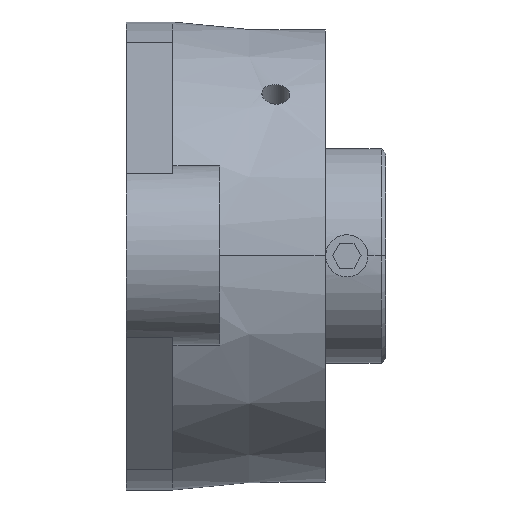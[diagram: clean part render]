
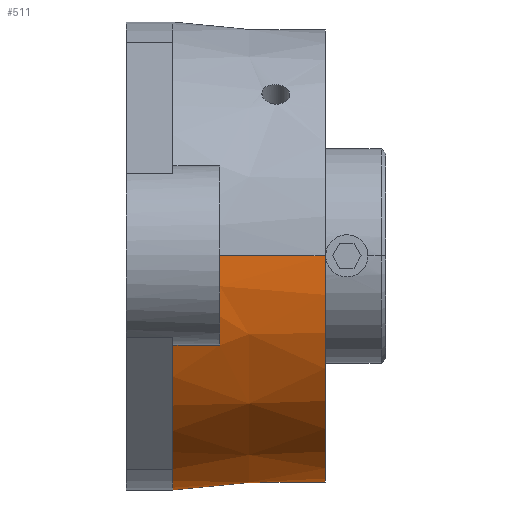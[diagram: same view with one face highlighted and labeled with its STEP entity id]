
A CAD part, top view. The second image highlights one B-rep face of the part: STEP entity #511.
In plain terms, the highlighted conical face has half-angle 3 degrees and reference radius 30 mm.
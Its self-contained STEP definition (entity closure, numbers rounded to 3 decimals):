
#511=ADVANCED_FACE('',(#1162),#1163,.T.);
#1162=FACE_OUTER_BOUND('',#2067,.T.);
#1163=CONICAL_SURFACE('',#2068,30.0,0.052);
#2067=EDGE_LOOP('',(#3259,#3260,#3261,#3262,#3263,#3264,#3265,#3266,#3267,#3268,#3269));
#2068=AXIS2_PLACEMENT_3D('',#3270,#3271,#3272);
#3259=ORIENTED_EDGE('',*,*,#5060,.T.);
#3260=ORIENTED_EDGE('',*,*,#5284,.T.);
#3261=ORIENTED_EDGE('',*,*,#5068,.T.);
#3262=ORIENTED_EDGE('',*,*,#5263,.T.);
#3263=ORIENTED_EDGE('',*,*,#5255,.T.);
#3264=ORIENTED_EDGE('',*,*,#5280,.F.);
#3265=ORIENTED_EDGE('',*,*,#5051,.F.);
#3266=ORIENTED_EDGE('',*,*,#5285,.F.);
#3267=ORIENTED_EDGE('',*,*,#5272,.F.);
#3268=ORIENTED_EDGE('',*,*,#5258,.T.);
#3269=ORIENTED_EDGE('',*,*,#5265,.T.);
#3270=CARTESIAN_POINT('',(6.0,0.,0.0));
#3271=DIRECTION('',(-1.0,-0.0,0.));
#3272=DIRECTION('',(0.,0.0,-1.0));
#5051=EDGE_CURVE('',#5957,#5960,#5961,.T.);
#5060=EDGE_CURVE('',#5975,#5976,#5977,.T.);
#5068=EDGE_CURVE('',#5991,#5989,#5992,.T.);
#5255=EDGE_CURVE('',#6275,#6273,#6276,.T.);
#5258=EDGE_CURVE('',#6279,#6280,#6281,.T.);
#5263=EDGE_CURVE('',#5989,#6275,#6288,.T.);
#5265=EDGE_CURVE('',#6280,#5975,#6290,.T.);
#5272=EDGE_CURVE('',#6279,#6299,#6300,.T.);
#5280=EDGE_CURVE('',#5960,#6273,#6310,.T.);
#5284=EDGE_CURVE('',#5976,#5991,#6314,.T.);
#5285=EDGE_CURVE('',#6299,#5957,#6315,.T.);
#5957=VERTEX_POINT('',#7291);
#5960=VERTEX_POINT('',#7295);
#5961=CIRCLE('',#7296,30.0);
#5975=VERTEX_POINT('',#7313);
#5976=VERTEX_POINT('',#7314);
#5977=LINE('',#7315,#7316);
#5989=VERTEX_POINT('',#7346);
#5991=VERTEX_POINT('',#7348);
#5992=LINE('',#7349,#7350);
#6273=VERTEX_POINT('',#7837);
#6275=VERTEX_POINT('',#7840);
#6276=(B_SPLINE_CURVE(2,(#7842,#7843,#7844),.UNSPECIFIED.,.F.,.F.)B_SPLINE_CURVE_WITH_KNOTS((3,3),(0.0,6.01),.UNSPECIFIED.)RATIONAL_B_SPLINE_CURVE((1.0,1.,1.0))BOUNDED_CURVE()REPRESENTATION_ITEM('')GEOMETRIC_REPRESENTATION_ITEM()CURVE());
#6279=VERTEX_POINT('',#7854);
#6280=VERTEX_POINT('',#7855);
#6281=(B_SPLINE_CURVE(2,(#7857,#7858,#7859),.UNSPECIFIED.,.F.,.F.)B_SPLINE_CURVE_WITH_KNOTS((3,3),(0.0,6.01),.UNSPECIFIED.)RATIONAL_B_SPLINE_CURVE((1.0,1.,1.0))BOUNDED_CURVE()REPRESENTATION_ITEM('')GEOMETRIC_REPRESENTATION_ITEM()CURVE());
#6288=CIRCLE('',#7875,29.686);
#6290=CIRCLE('',#7877,29.686);
#6299=VERTEX_POINT('',#7889);
#6300=CIRCLE('',#7890,30.0);
#6310=CIRCLE('',#7903,30.0);
#6314=CIRCLE('',#7908,28.978);
#6315=CIRCLE('',#7909,30.0);
#7291=CARTESIAN_POINT('',(6.0,-30.0,0.));
#7295=CARTESIAN_POINT('',(6.0,-27.348,12.333));
#7296=AXIS2_PLACEMENT_3D('',#9955,#9956,#9957);
#7313=CARTESIAN_POINT('',(12.0,0.,-29.686));
#7314=CARTESIAN_POINT('',(25.5,0.,-28.978));
#7315=CARTESIAN_POINT('',(6.0,0.,-30.0));
#7316=VECTOR('',#9970,1.0);
#7346=CARTESIAN_POINT('',(12.0,0.,29.686));
#7348=CARTESIAN_POINT('',(25.5,0.,28.978));
#7349=CARTESIAN_POINT('',(6.0,0.,30.0));
#7350=VECTOR('',#9986,1.0);
#7837=CARTESIAN_POINT('',(6.0,-11.5,27.708));
#7840=CARTESIAN_POINT('',(12.0,-11.5,27.368));
#7842=CARTESIAN_POINT('',(12.0,-11.5,27.368));
#7843=CARTESIAN_POINT('',(9.019,-11.5,27.537));
#7844=CARTESIAN_POINT('',(6.,-11.5,27.708));
#7854=CARTESIAN_POINT('',(6.0,-11.5,-27.708));
#7855=CARTESIAN_POINT('',(12.0,-11.5,-27.368));
#7857=CARTESIAN_POINT('',(6.0,-11.5,-27.708));
#7858=CARTESIAN_POINT('',(9.019,-11.5,-27.537));
#7859=CARTESIAN_POINT('',(12.0,-11.5,-27.368));
#7875=AXIS2_PLACEMENT_3D('',#10268,#10269,#10270);
#7877=AXIS2_PLACEMENT_3D('',#10271,#10272,#10273);
#7889=CARTESIAN_POINT('',(6.0,-27.348,-12.333));
#7890=AXIS2_PLACEMENT_3D('',#10280,#10281,#10282);
#7903=AXIS2_PLACEMENT_3D('',#10292,#10293,#10294);
#7908=AXIS2_PLACEMENT_3D('',#10296,#10297,#10298);
#7909=AXIS2_PLACEMENT_3D('',#10299,#10300,#10301);
#9955=CARTESIAN_POINT('',(6.0,0.,0.));
#9956=DIRECTION('',(-1.0,0.,0.));
#9957=DIRECTION('',(0.,1.0,0.0));
#9970=DIRECTION('',(0.999,0.,0.052));
#9986=DIRECTION('',(-0.999,0.,0.052));
#10268=CARTESIAN_POINT('',(12.0,0.,0.));
#10269=DIRECTION('',(1.0,0.,0.));
#10270=DIRECTION('',(0.,0.0,-1.0));
#10271=CARTESIAN_POINT('',(12.0,0.,0.));
#10272=DIRECTION('',(1.0,0.,0.));
#10273=DIRECTION('',(0.,0.0,-1.0));
#10280=CARTESIAN_POINT('',(6.0,0.,0.));
#10281=DIRECTION('',(-1.0,0.,0.));
#10282=DIRECTION('',(0.,0.0,-1.0));
#10292=CARTESIAN_POINT('',(6.0,0.,0.));
#10293=DIRECTION('',(-1.0,0.,0.));
#10294=DIRECTION('',(0.,0.0,-1.0));
#10296=CARTESIAN_POINT('',(25.5,0.,0.));
#10297=DIRECTION('',(-1.0,-0.0,0.));
#10298=DIRECTION('',(0.,0.0,-1.0));
#10299=CARTESIAN_POINT('',(6.0,0.,0.));
#10300=DIRECTION('',(-1.0,0.,0.));
#10301=DIRECTION('',(0.,1.0,0.0));
